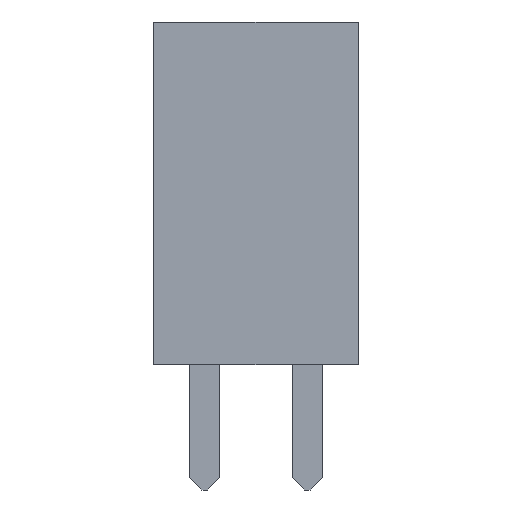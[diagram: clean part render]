
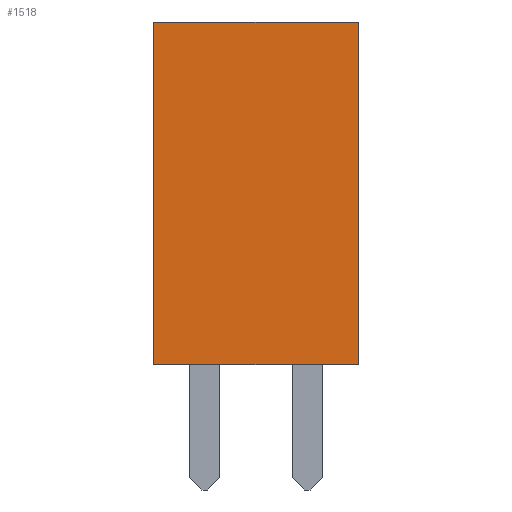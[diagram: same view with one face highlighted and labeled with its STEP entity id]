
A CAD part, front view. The second image highlights one B-rep face of the part: STEP entity #1518.
In plain terms, the highlighted planar face has unit normal (0, -1, 0).
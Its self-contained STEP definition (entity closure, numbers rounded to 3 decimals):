
#122=FACE_OUTER_BOUND('',#214,.T.);
#214=EDGE_LOOP('',(#1339,#1340,#1341,#1342));
#362=LINE('',#2321,#562);
#367=LINE('',#2331,#567);
#387=LINE('',#2371,#587);
#414=LINE('',#2426,#614);
#562=VECTOR('',#1907,10.);
#567=VECTOR('',#1916,10.);
#587=VECTOR('',#1950,10.);
#614=VECTOR('',#2005,10.);
#711=VERTEX_POINT('',#2318);
#712=VERTEX_POINT('',#2320);
#715=VERTEX_POINT('',#2330);
#728=VERTEX_POINT('',#2370);
#890=EDGE_CURVE('',#712,#711,#362,.T.);
#895=EDGE_CURVE('',#712,#715,#367,.T.);
#915=EDGE_CURVE('',#715,#728,#387,.T.);
#942=EDGE_CURVE('',#711,#728,#414,.T.);
#1339=ORIENTED_EDGE('',*,*,#890,.T.);
#1340=ORIENTED_EDGE('',*,*,#942,.T.);
#1341=ORIENTED_EDGE('',*,*,#915,.F.);
#1342=ORIENTED_EDGE('',*,*,#895,.F.);
#1430=PLANE('',#1626);
#1518=ADVANCED_FACE('',(#122),#1430,.T.);
#1626=AXIS2_PLACEMENT_3D('',#2427,#2006,#2007);
#1907=DIRECTION('',(1.,0.,0.));
#1916=DIRECTION('',(0.,0.,1.));
#1950=DIRECTION('',(1.,0.,0.));
#2005=DIRECTION('',(0.,0.,1.));
#2006=DIRECTION('center_axis',(0.,-1.,0.));
#2007=DIRECTION('ref_axis',(1.,0.,0.));
#2318=CARTESIAN_POINT('',(2.54,-2.5,0.1));
#2320=CARTESIAN_POINT('',(-2.54,-2.5,0.1));
#2321=CARTESIAN_POINT('',(-2.54,-2.5,0.1));
#2330=CARTESIAN_POINT('',(-2.54,-2.5,8.6));
#2331=CARTESIAN_POINT('',(-2.54,-2.5,0.1));
#2370=CARTESIAN_POINT('',(2.54,-2.5,8.6));
#2371=CARTESIAN_POINT('',(-2.54,-2.5,8.6));
#2426=CARTESIAN_POINT('',(2.54,-2.5,0.1));
#2427=CARTESIAN_POINT('Origin',(-2.54,-2.5,0.1));
